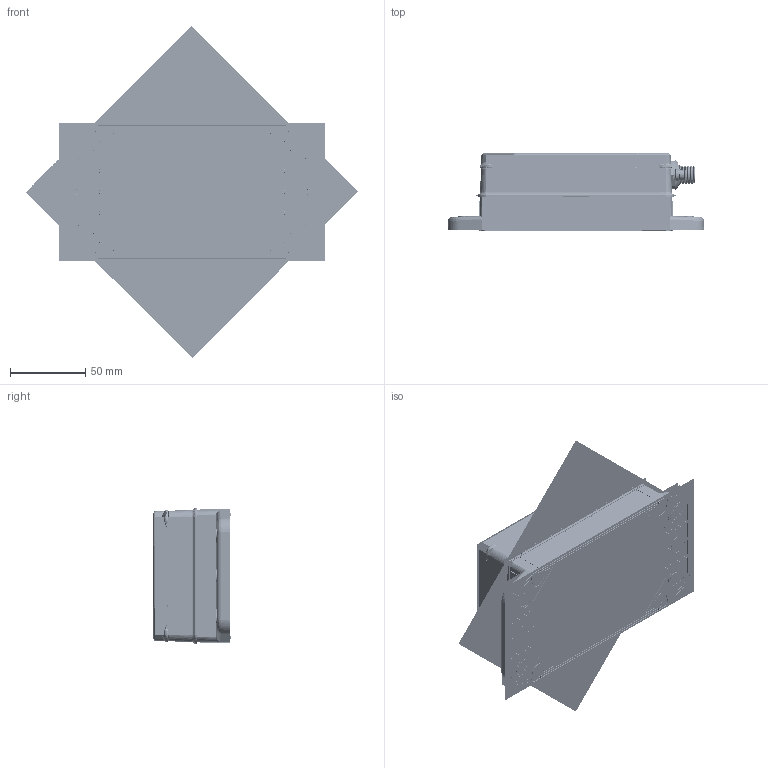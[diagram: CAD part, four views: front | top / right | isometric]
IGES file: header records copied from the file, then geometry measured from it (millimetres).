
Start section:  PTC IGES file: 207447_sm01.igs
Global section: file name: 207447_sm01.igs; native system: Creo Parametric by PTC Inc.; preprocessor: 2019292; author: PDMAdmin; organization: Unknown; date: 20220615.124323; units: millimetre
Bounding box: 220.61 x 51.49 x 220.61 mm (x, y, z)
Volume: 543149.7 mm3; surface area: 421098.7 mm2
Topology: 1 solids, 1 shells, 3386 faces, 18046 edges, 23115 vertices
Faces by surface type: revolution 2170, bspline 1184, extrusion 32
